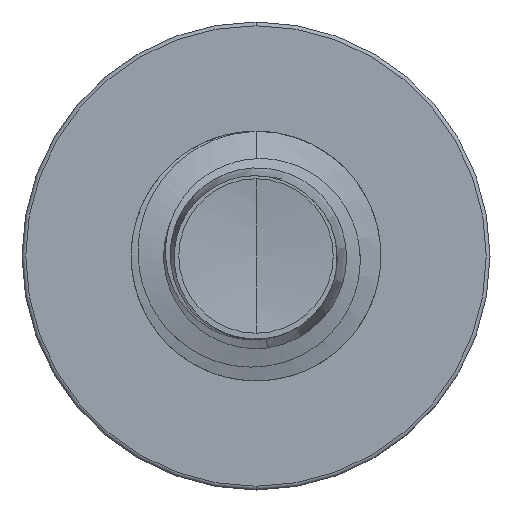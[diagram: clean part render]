
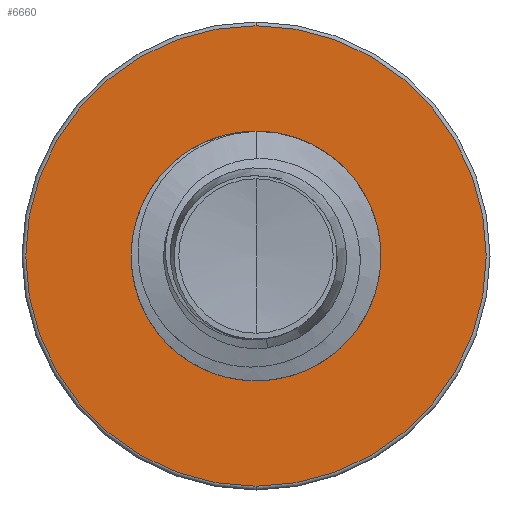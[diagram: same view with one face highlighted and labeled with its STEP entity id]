
A CAD part, front view. The second image highlights one B-rep face of the part: STEP entity #6660.
In plain terms, the highlighted planar face has unit normal (0, -1, 0).
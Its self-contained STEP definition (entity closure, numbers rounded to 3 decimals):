
#28 = DIRECTION ( 'NONE',  ( 0., 1., 0. ) ) ;
#64 = CARTESIAN_POINT ( 'NONE',  ( 0., 3., -1.476 ) ) ;
#507 = AXIS2_PLACEMENT_3D ( 'NONE', #3048, #10321, #4224 ) ;
#571 = DIRECTION ( 'NONE',  ( 0., 1., 0. ) ) ;
#872 = EDGE_LOOP ( 'NONE', ( #3520, #3831 ) ) ;
#1010 = AXIS2_PLACEMENT_3D ( 'NONE', #7527, #571, #8502 ) ;
#1744 = AXIS2_PLACEMENT_3D ( 'NONE', #7192, #28, #8171 ) ;
#3048 = CARTESIAN_POINT ( 'NONE',  ( 0., 3., 0. ) ) ;
#3403 = DIRECTION ( 'NONE',  ( 0., 1., 0. ) ) ;
#3520 = ORIENTED_EDGE ( 'NONE', *, *, #10665, .F. ) ;
#3831 = ORIENTED_EDGE ( 'NONE', *, *, #11576, .F. ) ;
#4224 = DIRECTION ( 'NONE',  ( 0., 0., 1. ) ) ;
#4262 = ORIENTED_EDGE ( 'NONE', *, *, #11575, .T. ) ;
#4279 = AXIS2_PLACEMENT_3D ( 'NONE', #12654, #12830, #12642 ) ;
#4313 = CARTESIAN_POINT ( 'NONE',  ( 0., 3., 0.799 ) ) ;
#4506 = ORIENTED_EDGE ( 'NONE', *, *, #10619, .T. ) ;
#4569 = VERTEX_POINT ( 'NONE', #6266 ) ;
#4962 = AXIS2_PLACEMENT_3D ( 'NONE', #9680, #3403, #10583 ) ;
#5218 = CIRCLE ( 'NONE', #1744, 1.476 ) ;
#5881 = VERTEX_POINT ( 'NONE', #64 ) ;
#6266 = CARTESIAN_POINT ( 'NONE',  ( 0., 3., -0.799 ) ) ;
#6660 = ADVANCED_FACE ( 'NONE', ( #7929, #7617 ), #12765, .F. ) ;
#7095 = VERTEX_POINT ( 'NONE', #4313 ) ;
#7124 = CIRCLE ( 'NONE', #1010, 0.799 ) ;
#7192 = CARTESIAN_POINT ( 'NONE',  ( 0., 3., 0. ) ) ;
#7527 = CARTESIAN_POINT ( 'NONE',  ( 0., 3., 0. ) ) ;
#7617 = FACE_BOUND ( 'NONE', #12603, .T. ) ;
#7929 = FACE_OUTER_BOUND ( 'NONE', #872, .T. ) ;
#8171 = DIRECTION ( 'NONE',  ( 0., 0., 1. ) ) ;
#8362 = CIRCLE ( 'NONE', #4962, 0.799 ) ;
#8502 = DIRECTION ( 'NONE',  ( 0., 0., 1. ) ) ;
#9358 = CIRCLE ( 'NONE', #507, 1.476 ) ;
#9680 = CARTESIAN_POINT ( 'NONE',  ( 0., 3., 0. ) ) ;
#10252 = VERTEX_POINT ( 'NONE', #13146 ) ;
#10321 = DIRECTION ( 'NONE',  ( 0., 1., 0. ) ) ;
#10583 = DIRECTION ( 'NONE',  ( 0., 0., 1. ) ) ;
#10619 = EDGE_CURVE ( 'NONE', #4569, #7095, #8362, .T. ) ;
#10665 = EDGE_CURVE ( 'NONE', #10252, #5881, #5218, .T. ) ;
#11575 = EDGE_CURVE ( 'NONE', #7095, #4569, #7124, .T. ) ;
#11576 = EDGE_CURVE ( 'NONE', #5881, #10252, #9358, .T. ) ;
#12603 = EDGE_LOOP ( 'NONE', ( #4262, #4506 ) ) ;
#12642 = DIRECTION ( 'NONE',  ( 0., 0., 1. ) ) ;
#12654 = CARTESIAN_POINT ( 'NONE',  ( 0., 3., -0.799 ) ) ;
#12765 = PLANE ( 'NONE',  #4279 ) ;
#12830 = DIRECTION ( 'NONE',  ( 0., 1., 0. ) ) ;
#13146 = CARTESIAN_POINT ( 'NONE',  ( 0., 3., 1.476 ) ) ;
